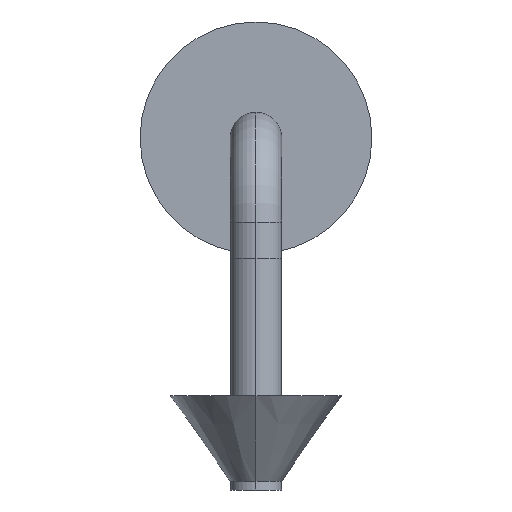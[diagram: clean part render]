
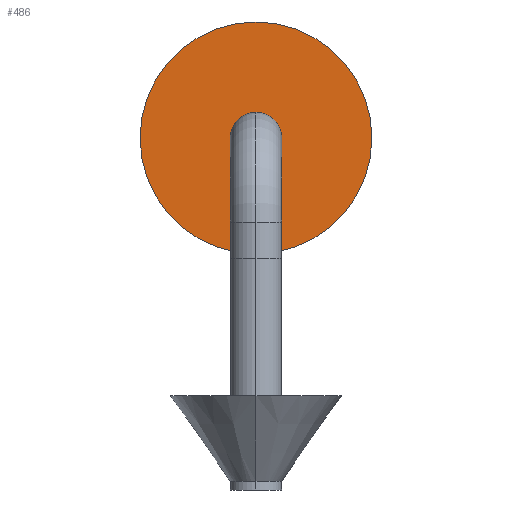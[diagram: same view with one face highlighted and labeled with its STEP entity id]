
A CAD part, left-side view. The second image highlights one B-rep face of the part: STEP entity #486.
In plain terms, the highlighted planar face has unit normal (-1, 0, 0).
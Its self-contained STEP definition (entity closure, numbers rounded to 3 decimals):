
#60 = DIRECTION ( 'NONE',  ( 1., 0., 0. ) ) ;
#70 = AXIS2_PLACEMENT_3D ( 'NONE', #857, #1101, #557 ) ;
#87 = ORIENTED_EDGE ( 'NONE', *, *, #1217, .T. ) ;
#194 = ORIENTED_EDGE ( 'NONE', *, *, #758, .T. ) ;
#269 = CIRCLE ( 'NONE', #1367, 1.35 ) ;
#329 = DIRECTION ( 'NONE',  ( 0., 0., 1. ) ) ;
#368 = VERTEX_POINT ( 'NONE', #379 ) ;
#379 = CARTESIAN_POINT ( 'NONE',  ( 2.48, 0., 2.75 ) ) ;
#486 = ADVANCED_FACE ( 'NONE', ( #743 ), #969, .F. ) ;
#523 = AXIS2_PLACEMENT_3D ( 'NONE', #1399, #60, #1049 ) ;
#557 = DIRECTION ( 'NONE',  ( 0., 0., 1. ) ) ;
#668 = EDGE_LOOP ( 'NONE', ( #194, #87 ) ) ;
#674 = CARTESIAN_POINT ( 'NONE',  ( 2.48, 0., 1.4 ) ) ;
#736 = VERTEX_POINT ( 'NONE', #865 ) ;
#743 = FACE_OUTER_BOUND ( 'NONE', #668, .T. ) ;
#758 = EDGE_CURVE ( 'NONE', #368, #736, #269, .T. ) ;
#857 = CARTESIAN_POINT ( 'NONE',  ( 2.48, 0., 1.4 ) ) ;
#865 = CARTESIAN_POINT ( 'NONE',  ( 2.48, 0., 0.05 ) ) ;
#931 = CIRCLE ( 'NONE', #70, 1.35 ) ;
#969 = PLANE ( 'NONE',  #523 ) ;
#1049 = DIRECTION ( 'NONE',  ( 0., 0., -1. ) ) ;
#1101 = DIRECTION ( 'NONE',  ( -1., 0., 0. ) ) ;
#1217 = EDGE_CURVE ( 'NONE', #736, #368, #931, .T. ) ;
#1367 = AXIS2_PLACEMENT_3D ( 'NONE', #674, #1404, #329 ) ;
#1399 = CARTESIAN_POINT ( 'NONE',  ( 2.48, 0., 0. ) ) ;
#1404 = DIRECTION ( 'NONE',  ( -1., 0., 0. ) ) ;
